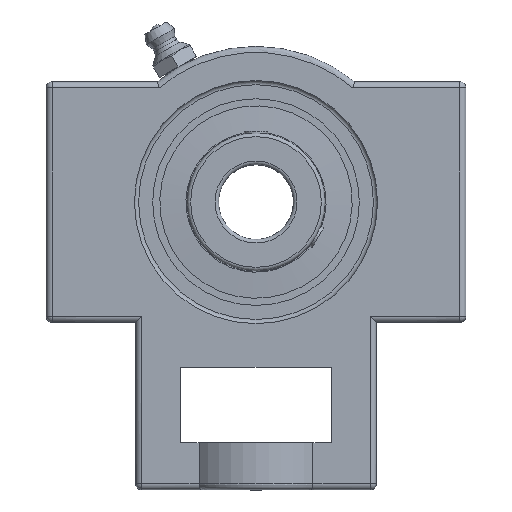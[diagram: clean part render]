
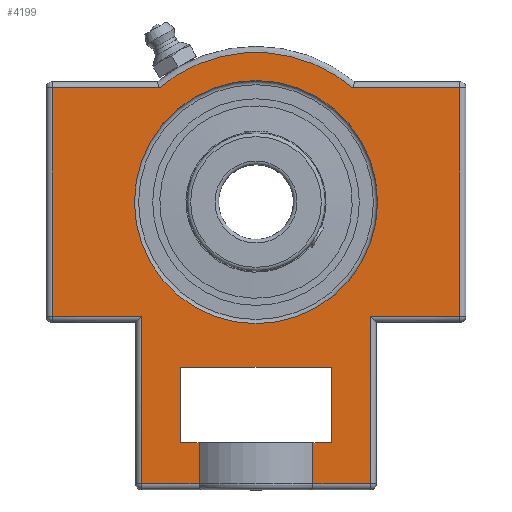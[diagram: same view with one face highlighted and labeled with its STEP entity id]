
A CAD part, top view. The second image highlights one B-rep face of the part: STEP entity #4199.
In plain terms, the highlighted face is planar.
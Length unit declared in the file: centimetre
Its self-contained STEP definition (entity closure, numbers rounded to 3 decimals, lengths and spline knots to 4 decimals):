
#107=CARTESIAN_POINT('',(-0.,-2.5776,-1.05));
#108=VERTEX_POINT('',#107);
#118=CARTESIAN_POINT('',(0.,2.5776,-1.05));
#119=VERTEX_POINT('',#118);
#120=CARTESIAN_POINT('',(0.,0.,-1.05));
#121=DIRECTION('',(0.,-0.,1.));
#122=DIRECTION('',(0.,1.,0.));
#123=AXIS2_PLACEMENT_3D('',#120,#121,#122);
#124=CIRCLE('',#123,2.5776);
#125=EDGE_CURVE('',#119,#108,#124,.T.);
#127=CARTESIAN_POINT('',(0.,0.,-1.05));
#128=DIRECTION('',(0.,-0.,1.));
#129=DIRECTION('',(0.,1.,0.));
#130=AXIS2_PLACEMENT_3D('',#127,#128,#129);
#131=CIRCLE('',#130,2.5776);
#132=EDGE_CURVE('',#108,#119,#131,.T.);
#2916=CARTESIAN_POINT('',(-2.423,-5.973,-1.05));
#2917=VERTEX_POINT('',#2916);
#2942=CARTESIAN_POINT('',(2.423,-5.973,-1.05));
#2943=VERTEX_POINT('',#2942);
#2984=CARTESIAN_POINT('',(2.423,-2.423,-1.05));
#2985=VERTEX_POINT('',#2984);
#2986=CARTESIAN_POINT('',(2.423,-6.2397,-1.05));
#2987=DIRECTION('',(0.,1.,0.));
#2988=VECTOR('',#2987,9.6794);
#2989=LINE('',#2986,#2988);
#2990=EDGE_CURVE('',#2943,#2985,#2989,.T.);
#3018=CARTESIAN_POINT('',(-4.323,-2.423,-1.05));
#3019=VERTEX_POINT('',#3018);
#3044=CARTESIAN_POINT('',(4.323,-2.423,-1.05));
#3045=VERTEX_POINT('',#3044);
#3088=CARTESIAN_POINT('',(-4.323,2.423,-1.05));
#3089=VERTEX_POINT('',#3088);
#3114=CARTESIAN_POINT('',(4.323,2.423,-1.05));
#3115=VERTEX_POINT('',#3114);
#3156=CARTESIAN_POINT('',(2.0487,2.423,-1.05));
#3157=VERTEX_POINT('',#3156);
#3158=CARTESIAN_POINT('',(4.5897,2.423,-1.05));
#3159=DIRECTION('',(-1.,0.,0.));
#3160=VECTOR('',#3159,9.1794);
#3161=LINE('',#3158,#3160);
#3162=EDGE_CURVE('',#3115,#3157,#3161,.T.);
#3189=CARTESIAN_POINT('',(-2.0487,2.423,-1.05));
#3190=VERTEX_POINT('',#3189);
#3191=CARTESIAN_POINT('',(0.,0.,-1.05));
#3192=DIRECTION('',(0.,0.,1.));
#3193=DIRECTION('',(-0.,1.,0.));
#3194=AXIS2_PLACEMENT_3D('',#3191,#3192,#3193);
#3195=CIRCLE('',#3194,3.173);
#3196=EDGE_CURVE('',#3157,#3190,#3195,.T.);
#3233=CARTESIAN_POINT('',(4.5897,2.423,-1.05));
#3234=DIRECTION('',(-1.,0.,0.));
#3235=VECTOR('',#3234,9.1794);
#3236=LINE('',#3233,#3235);
#3237=EDGE_CURVE('',#3190,#3089,#3236,.T.);
#3295=CARTESIAN_POINT('',(4.323,-2.7176,-1.05));
#3296=DIRECTION('',(0.,1.,0.));
#3297=VECTOR('',#3296,5.4353);
#3298=LINE('',#3295,#3297);
#3299=EDGE_CURVE('',#3045,#3115,#3298,.T.);
#3349=CARTESIAN_POINT('',(-4.323,2.7176,-1.05));
#3350=DIRECTION('',(0.,-1.,0.));
#3351=VECTOR('',#3350,5.4353);
#3352=LINE('',#3349,#3351);
#3353=EDGE_CURVE('',#3089,#3019,#3352,.T.);
#3395=CARTESIAN_POINT('',(-4.5897,-2.423,-1.05));
#3396=DIRECTION('',(1.,0.,-0.));
#3397=VECTOR('',#3396,9.1794);
#3398=LINE('',#3395,#3397);
#3399=EDGE_CURVE('',#2985,#3045,#3398,.T.);
#3458=CARTESIAN_POINT('',(-2.423,-2.423,-1.05));
#3459=VERTEX_POINT('',#3458);
#3460=CARTESIAN_POINT('',(-4.5897,-2.423,-1.05));
#3461=DIRECTION('',(1.,0.,-0.));
#3462=VECTOR('',#3461,9.1794);
#3463=LINE('',#3460,#3462);
#3464=EDGE_CURVE('',#3019,#3459,#3463,.T.);
#3481=CARTESIAN_POINT('',(-2.423,3.4397,-1.05));
#3482=DIRECTION('',(0.,-1.,0.));
#3483=VECTOR('',#3482,9.6794);
#3484=LINE('',#3481,#3483);
#3485=EDGE_CURVE('',#3459,#2917,#3484,.T.);
#3525=CARTESIAN_POINT('',(1.2073,-5.973,-1.05));
#3526=VERTEX_POINT('',#3525);
#3527=CARTESIAN_POINT('',(-4.5897,-5.973,-1.05));
#3528=DIRECTION('',(1.,0.,-0.));
#3529=VECTOR('',#3528,9.1794);
#3530=LINE('',#3527,#3529);
#3531=EDGE_CURVE('',#3526,#2943,#3530,.T.);
#3598=CARTESIAN_POINT('',(-1.2073,-5.973,-1.05));
#3599=VERTEX_POINT('',#3598);
#3600=CARTESIAN_POINT('',(-4.5897,-5.973,-1.05));
#3601=DIRECTION('',(1.,0.,-0.));
#3602=VECTOR('',#3601,9.1794);
#3603=LINE('',#3600,#3602);
#3604=EDGE_CURVE('',#2917,#3599,#3603,.T.);
#4123=CARTESIAN_POINT('',(-1.8777,-1.6417,-1.05));
#4124=DIRECTION('',(0.,0.,1.));
#4125=DIRECTION('',(1.,0.,0.));
#4126=AXIS2_PLACEMENT_3D('',#4123,#4124,#4125);
#4127=PLANE('',#4126);
#4128=ORIENTED_EDGE('',*,*,#3604,.F.);
#4129=ORIENTED_EDGE('',*,*,#3485,.F.);
#4130=ORIENTED_EDGE('',*,*,#3464,.F.);
#4131=ORIENTED_EDGE('',*,*,#3353,.F.);
#4132=ORIENTED_EDGE('',*,*,#3237,.F.);
#4133=ORIENTED_EDGE('',*,*,#3196,.F.);
#4134=ORIENTED_EDGE('',*,*,#3162,.F.);
#4135=ORIENTED_EDGE('',*,*,#3299,.F.);
#4136=ORIENTED_EDGE('',*,*,#3399,.F.);
#4137=ORIENTED_EDGE('',*,*,#2990,.F.);
#4138=ORIENTED_EDGE('',*,*,#3531,.F.);
#4139=CARTESIAN_POINT('',(1.2073,-5.1,-1.05));
#4140=VERTEX_POINT('',#4139);
#4141=CARTESIAN_POINT('',(1.2073,-12350.6,-1.05));
#4142=DIRECTION('',(0.,1.,0.));
#4143=VECTOR('',#4142,24690.);
#4144=LINE('',#4141,#4143);
#4145=EDGE_CURVE('',#3526,#4140,#4144,.T.);
#4146=ORIENTED_EDGE('',*,*,#4145,.T.);
#4147=CARTESIAN_POINT('',(1.6,-5.1,-1.05));
#4148=VERTEX_POINT('',#4147);
#4149=CARTESIAN_POINT('',(12346.6,-5.1,-1.05));
#4150=DIRECTION('',(-1.,0.,0.));
#4151=VECTOR('',#4150,24690.);
#4152=LINE('',#4149,#4151);
#4153=EDGE_CURVE('',#4148,#4140,#4152,.T.);
#4154=ORIENTED_EDGE('',*,*,#4153,.F.);
#4155=CARTESIAN_POINT('',(1.6,-3.5,-1.05));
#4156=VERTEX_POINT('',#4155);
#4157=CARTESIAN_POINT('',(1.6,12341.5,-1.05));
#4158=DIRECTION('',(-0.,-1.,0.));
#4159=VECTOR('',#4158,24690.);
#4160=LINE('',#4157,#4159);
#4161=EDGE_CURVE('',#4156,#4148,#4160,.T.);
#4162=ORIENTED_EDGE('',*,*,#4161,.F.);
#4163=CARTESIAN_POINT('',(-1.6,-3.5,-1.05));
#4164=VERTEX_POINT('',#4163);
#4165=CARTESIAN_POINT('',(-12345.,-3.5,-1.05));
#4166=DIRECTION('',(1.,0.,-0.));
#4167=VECTOR('',#4166,24690.);
#4168=LINE('',#4165,#4167);
#4169=EDGE_CURVE('',#4164,#4156,#4168,.T.);
#4170=ORIENTED_EDGE('',*,*,#4169,.F.);
#4171=CARTESIAN_POINT('',(-1.6,-5.1,-1.05));
#4172=VERTEX_POINT('',#4171);
#4173=CARTESIAN_POINT('',(-1.6,-12348.5,-1.05));
#4174=DIRECTION('',(-0.,1.,0.));
#4175=VECTOR('',#4174,24690.);
#4176=LINE('',#4173,#4175);
#4177=EDGE_CURVE('',#4172,#4164,#4176,.T.);
#4178=ORIENTED_EDGE('',*,*,#4177,.F.);
#4179=CARTESIAN_POINT('',(-1.2073,-5.1,-1.05));
#4180=VERTEX_POINT('',#4179);
#4181=CARTESIAN_POINT('',(12346.6,-5.1,-1.05));
#4182=DIRECTION('',(-1.,0.,0.));
#4183=VECTOR('',#4182,24690.);
#4184=LINE('',#4181,#4183);
#4185=EDGE_CURVE('',#4180,#4172,#4184,.T.);
#4186=ORIENTED_EDGE('',*,*,#4185,.F.);
#4187=CARTESIAN_POINT('',(-1.2073,12339.4,-1.05));
#4188=DIRECTION('',(0.,-1.,0.));
#4189=VECTOR('',#4188,24690.);
#4190=LINE('',#4187,#4189);
#4191=EDGE_CURVE('',#4180,#3599,#4190,.T.);
#4192=ORIENTED_EDGE('',*,*,#4191,.T.);
#4193=EDGE_LOOP('',(#4128,#4129,#4130,#4131,#4132,#4133,#4134,#4135,#4136,#4137,#4138,#4146,#4154,#4162,#4170,#4178,#4186,#4192));
#4194=FACE_BOUND('',#4193,.T.);
#4195=ORIENTED_EDGE('',*,*,#125,.T.);
#4196=ORIENTED_EDGE('',*,*,#132,.T.);
#4197=EDGE_LOOP('',(#4195,#4196));
#4198=FACE_BOUND('',#4197,.T.);
#4199=ADVANCED_FACE('',(#4194,#4198),#4127,.F.);
